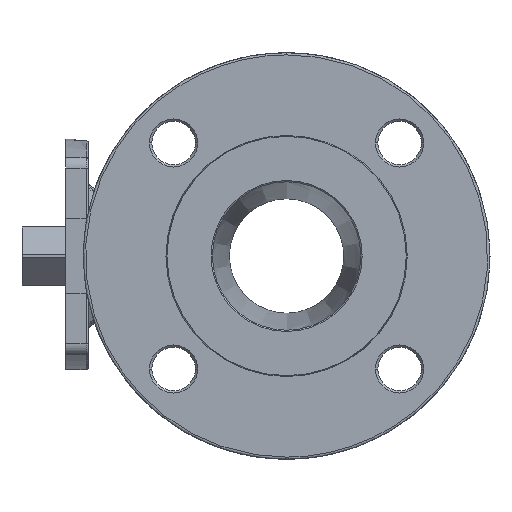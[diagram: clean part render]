
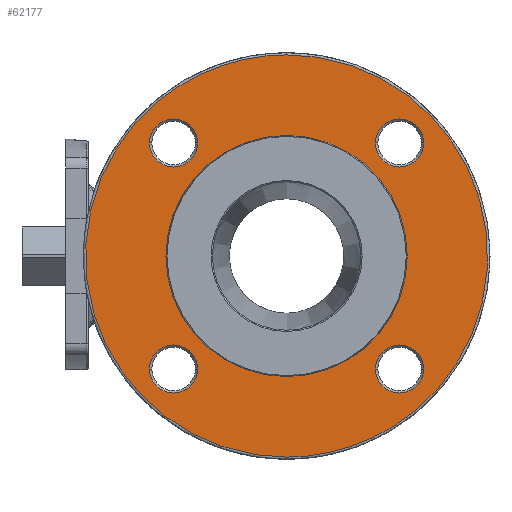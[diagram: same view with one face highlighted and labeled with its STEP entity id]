
A CAD part, left-side view. The second image highlights one B-rep face of the part: STEP entity #62177.
In plain terms, the highlighted planar face has unit normal (-1, 0, 0).
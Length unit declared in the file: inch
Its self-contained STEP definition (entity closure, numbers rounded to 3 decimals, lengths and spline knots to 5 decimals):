
#1597 = FACE_BOUND ( 'NONE', #32319, .T. ) ;
#2034 = AXIS2_PLACEMENT_3D ( 'NONE', #19629, #25987, #58544 ) ;
#2600 = AXIS2_PLACEMENT_3D ( 'NONE', #26745, #37367, #48311 ) ;
#2884 = EDGE_CURVE ( 'NONE', #23851, #19589, #47677, .T. ) ;
#2910 = VERTEX_POINT ( 'NONE', #24172 ) ;
#3010 = FACE_OUTER_BOUND ( 'NONE', #61195, .T. ) ;
#3090 = EDGE_CURVE ( 'NONE', #19141, #65908, #8156, .T. ) ;
#4292 = CARTESIAN_POINT ( 'NONE',  ( -4.63694, 1.19593, -1.94454 ) ) ;
#4785 = AXIS2_PLACEMENT_3D ( 'NONE', #20652, #52847, #15325 ) ;
#5783 = AXIS2_PLACEMENT_3D ( 'NONE', #43026, #50372, #44719 ) ;
#6231 = CARTESIAN_POINT ( 'NONE',  ( -4.63694, 1.32732, 0. ) ) ;
#7457 = CARTESIAN_POINT ( 'NONE',  ( -4.63694, 6.17265, -3.46063 ) ) ;
#8156 = CIRCLE ( 'NONE', #35260, 0.41339 ) ;
#8608 = EDGE_CURVE ( 'NONE', #37388, #37627, #23014, .T. ) ;
#9040 = CIRCLE ( 'NONE', #48549, 0.41339 ) ;
#9685 = DIRECTION ( 'NONE',  ( 0., -1., 0. ) ) ;
#9694 = CARTESIAN_POINT ( 'NONE',  ( -4.63694, -0.74861, 3.46063 ) ) ;
#9731 = CARTESIAN_POINT ( 'NONE',  ( -4.63694, -3.10654, -1.94454 ) ) ;
#10120 = CARTESIAN_POINT ( 'NONE',  ( -4.63694, -0.74861, 0. ) ) ;
#10943 = AXIS2_PLACEMENT_3D ( 'NONE', #65446, #66494, #16946 ) ;
#14021 = AXIS2_PLACEMENT_3D ( 'NONE', #10120, #61854, #23987 ) ;
#14435 = EDGE_CURVE ( 'NONE', #2910, #62970, #60233, .T. ) ;
#14888 = DIRECTION ( 'NONE',  ( 1., 0., 0. ) ) ;
#15325 = DIRECTION ( 'NONE',  ( 0., -1., 0. ) ) ;
#15702 = EDGE_LOOP ( 'NONE', ( #62027, #48161 ) ) ;
#16946 = DIRECTION ( 'NONE',  ( 0., -1., 0. ) ) ;
#17493 = ORIENTED_EDGE ( 'NONE', *, *, #66471, .T. ) ;
#18309 = CARTESIAN_POINT ( 'NONE',  ( -4.63694, 0.78255, -1.94454 ) ) ;
#18728 = CARTESIAN_POINT ( 'NONE',  ( -4.63694, -0.74861, -3.46063 ) ) ;
#19141 = VERTEX_POINT ( 'NONE', #9731 ) ;
#19268 = PLANE ( 'NONE',  #2034 ) ;
#19589 = VERTEX_POINT ( 'NONE', #28722 ) ;
#19629 = CARTESIAN_POINT ( 'NONE',  ( -4.63694, -2.82454, 0. ) ) ;
#19676 = AXIS2_PLACEMENT_3D ( 'NONE', #62149, #35267, #29239 ) ;
#20283 = CARTESIAN_POINT ( 'NONE',  ( -4.63694, -0.74861, -3.46063 ) ) ;
#20652 = CARTESIAN_POINT ( 'NONE',  ( -4.63694, 1.19593, 1.94454 ) ) ;
#20793 = CIRCLE ( 'NONE', #19676, 0.41339 ) ;
#20949 = CARTESIAN_POINT ( 'NONE',  ( -4.63694, -2.27977, 1.94454 ) ) ;
#21126 = EDGE_CURVE ( 'NONE', #37627, #37388, #22633, .T. ) ;
#21270 = ORIENTED_EDGE ( 'NONE', *, *, #14435, .T. ) ;
#22633 = CIRCLE ( 'NONE', #56532, 2.07593 ) ;
#23014 = CIRCLE ( 'NONE', #14021, 2.07593 ) ;
#23068 = VERTEX_POINT ( 'NONE', #62959 ) ;
#23851 = VERTEX_POINT ( 'NONE', #26591 ) ;
#23987 = DIRECTION ( 'NONE',  ( 0., 1., 0. ) ) ;
#24172 = CARTESIAN_POINT ( 'NONE',  ( -4.63694, -3.10654, 1.94454 ) ) ;
#24613 = CARTESIAN_POINT ( 'NONE',  ( -4.63694, -0.74861, -3.46063 ) ) ;
#25336 = EDGE_CURVE ( 'NONE', #66960, #23068, #62560, .T. ) ;
#25987 = DIRECTION ( 'NONE',  ( -1., 0., 0. ) ) ;
#26248 = ORIENTED_EDGE ( 'NONE', *, *, #55861, .T. ) ;
#26591 = CARTESIAN_POINT ( 'NONE',  ( -4.63694, 0.78255, 1.94454 ) ) ;
#26745 = CARTESIAN_POINT ( 'NONE',  ( -4.63694, -2.69315, 1.94454 ) ) ;
#27165 = EDGE_CURVE ( 'NONE', #62970, #2910, #57928, .T. ) ;
#27658 = DIRECTION ( 'NONE',  ( 1., 0., 0. ) ) ;
#27853 = CIRCLE ( 'NONE', #10943, 0.41339 ) ;
#28722 = CARTESIAN_POINT ( 'NONE',  ( -4.63694, 1.60932, 1.94454 ) ) ;
#29239 = DIRECTION ( 'NONE',  ( 0., -1., 0. ) ) ;
#30344 = CIRCLE ( 'NONE', #34819, 0.41339 ) ;
#31935 = CARTESIAN_POINT ( 'NONE',  ( -4.63694, 1.60932, -1.94454 ) ) ;
#32319 = EDGE_LOOP ( 'NONE', ( #26248, #49256 ) ) ;
#34218 = ORIENTED_EDGE ( 'NONE', *, *, #8608, .T. ) ;
#34474 = ORIENTED_EDGE ( 'NONE', *, *, #53477, .F. ) ;
#34487 = EDGE_LOOP ( 'NONE', ( #56289, #17493 ) ) ;
#34717 = ORIENTED_EDGE ( 'NONE', *, *, #21126, .T. ) ;
#34819 = AXIS2_PLACEMENT_3D ( 'NONE', #64842, #27658, #53853 ) ;
#35260 = AXIS2_PLACEMENT_3D ( 'NONE', #35514, #57086, #9685 ) ;
#35267 = DIRECTION ( 'NONE',  ( 1., 0., 0. ) ) ;
#35514 = CARTESIAN_POINT ( 'NONE',  ( -4.63694, -2.69315, -1.94454 ) ) ;
#37367 = DIRECTION ( 'NONE',  ( 1., 0., 0. ) ) ;
#37388 = VERTEX_POINT ( 'NONE', #51599 ) ;
#37627 = VERTEX_POINT ( 'NONE', #6231 ) ;
#39052 = VERTEX_POINT ( 'NONE', #31935 ) ;
#40161 = FACE_BOUND ( 'NONE', #44991, .T. ) ;
#41188 = CARTESIAN_POINT ( 'NONE',  ( -4.63694, -7.66987, 3.46063 ) ) ;
#43026 = CARTESIAN_POINT ( 'NONE',  ( -4.63694, -2.69315, 1.94454 ) ) ;
#43981 = CARTESIAN_POINT ( 'NONE',  ( -4.63694, -0.74861, 3.46063 ) ) ;
#44719 = DIRECTION ( 'NONE',  ( 0., -1., 0. ) ) ;
#44991 = EDGE_LOOP ( 'NONE', ( #34717, #34218 ) ) ;
#47657 = DIRECTION ( 'NONE',  ( 0., 1., 0. ) ) ;
#47677 = CIRCLE ( 'NONE', #4785, 0.41339 ) ;
#48161 = ORIENTED_EDGE ( 'NONE', *, *, #50776, .T. ) ;
#48311 = DIRECTION ( 'NONE',  ( 0., -1., 0. ) ) ;
#48549 = AXIS2_PLACEMENT_3D ( 'NONE', #4292, #14888, #63383 ) ;
#48628 = EDGE_LOOP ( 'NONE', ( #21270, #58359 ) ) ;
#49042 = DIRECTION ( 'NONE',  ( 1., 0., 0. ) ) ;
#49256 = ORIENTED_EDGE ( 'NONE', *, *, #69133, .T. ) ;
#50372 = DIRECTION ( 'NONE',  ( 1., 0., 0. ) ) ;
#50776 = EDGE_CURVE ( 'NONE', #65908, #19141, #20793, .T. ) ;
#51599 = CARTESIAN_POINT ( 'NONE',  ( -4.63694, -2.82454, 0. ) ) ;
#52847 = DIRECTION ( 'NONE',  ( 1., 0., 0. ) ) ;
#53477 = EDGE_CURVE ( 'NONE', #23068, #66960, #69819, .T. ) ;
#53853 = DIRECTION ( 'NONE',  ( 0., -1., 0. ) ) ;
#54362 = CARTESIAN_POINT ( 'NONE',  ( -4.63694, -0.74861, 0. ) ) ;
#55861 = EDGE_CURVE ( 'NONE', #64289, #39052, #27853, .T. ) ;
#56289 = ORIENTED_EDGE ( 'NONE', *, *, #2884, .T. ) ;
#56532 = AXIS2_PLACEMENT_3D ( 'NONE', #54362, #49042, #47657 ) ;
#57086 = DIRECTION ( 'NONE',  ( 1., 0., 0. ) ) ;
#57928 = CIRCLE ( 'NONE', #5783, 0.41339 ) ;
#58359 = ORIENTED_EDGE ( 'NONE', *, *, #27165, .T. ) ;
#58544 = DIRECTION ( 'NONE',  ( 0., 0., 1. ) ) ;
#59904 = CARTESIAN_POINT ( 'NONE',  ( -4.63694, 6.17265, 3.46063 ) ) ;
#60233 = CIRCLE ( 'NONE', #2600, 0.41339 ) ;
#61195 = EDGE_LOOP ( 'NONE', ( #34474, #61991 ) ) ;
#61734 = FACE_BOUND ( 'NONE', #15702, .T. ) ;
#61854 = DIRECTION ( 'NONE',  ( 1., 0., 0. ) ) ;
#61991 = ORIENTED_EDGE ( 'NONE', *, *, #25336, .F. ) ;
#62027 = ORIENTED_EDGE ( 'NONE', *, *, #3090, .T. ) ;
#62149 = CARTESIAN_POINT ( 'NONE',  ( -4.63694, -2.69315, -1.94454 ) ) ;
#62177 = ADVANCED_FACE ( 'NONE', ( #40161, #3010, #1597, #67430, #66706, #61734 ), #19268, .T. ) ;
#62560 =( BOUNDED_CURVE ( )  B_SPLINE_CURVE ( 3, ( #18728, #7457, #59904, #43981 ),
 .UNSPECIFIED., .F., .T. ) 
 B_SPLINE_CURVE_WITH_KNOTS ( ( 4, 4 ),
 ( 0., 0.5 ),
 .UNSPECIFIED. ) 
 CURVE ( )  GEOMETRIC_REPRESENTATION_ITEM ( )  RATIONAL_B_SPLINE_CURVE ( ( 1., 0.333, 0.333, 1. ) ) 
 REPRESENTATION_ITEM ( '' )  );
#62832 = CARTESIAN_POINT ( 'NONE',  ( -4.63694, -2.27977, -1.94454 ) ) ;
#62959 = CARTESIAN_POINT ( 'NONE',  ( -4.63694, -0.74861, 3.46063 ) ) ;
#62970 = VERTEX_POINT ( 'NONE', #20949 ) ;
#63383 = DIRECTION ( 'NONE',  ( 0., -1., 0. ) ) ;
#64289 = VERTEX_POINT ( 'NONE', #18309 ) ;
#64842 = CARTESIAN_POINT ( 'NONE',  ( -4.63694, 1.19593, 1.94454 ) ) ;
#65446 = CARTESIAN_POINT ( 'NONE',  ( -4.63694, 1.19593, -1.94454 ) ) ;
#65908 = VERTEX_POINT ( 'NONE', #62832 ) ;
#66471 = EDGE_CURVE ( 'NONE', #19589, #23851, #30344, .T. ) ;
#66494 = DIRECTION ( 'NONE',  ( 1., 0., 0. ) ) ;
#66706 = FACE_BOUND ( 'NONE', #48628, .T. ) ;
#66960 = VERTEX_POINT ( 'NONE', #24613 ) ;
#67430 = FACE_BOUND ( 'NONE', #34487, .T. ) ;
#69133 = EDGE_CURVE ( 'NONE', #39052, #64289, #9040, .T. ) ;
#69148 = CARTESIAN_POINT ( 'NONE',  ( -4.63694, -7.66987, -3.46063 ) ) ;
#69819 =( BOUNDED_CURVE ( )  B_SPLINE_CURVE ( 3, ( #9694, #41188, #69148, #20283 ),
 .UNSPECIFIED., .F., .F. ) 
 B_SPLINE_CURVE_WITH_KNOTS ( ( 4, 4 ),
 ( 0.5, 1. ),
 .UNSPECIFIED. ) 
 CURVE ( )  GEOMETRIC_REPRESENTATION_ITEM ( )  RATIONAL_B_SPLINE_CURVE ( ( 1., 0.333, 0.333, 1. ) ) 
 REPRESENTATION_ITEM ( '' )  );
